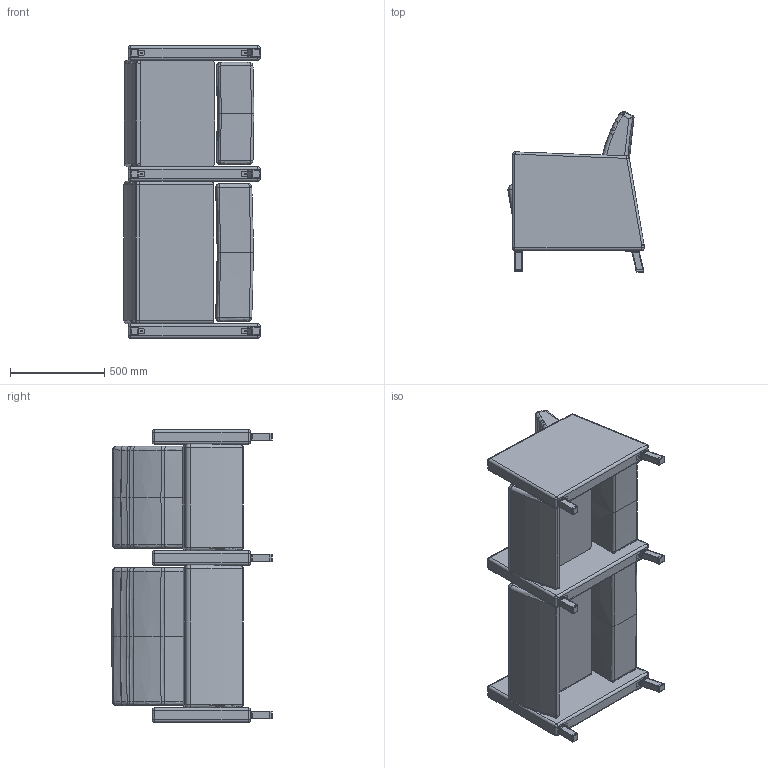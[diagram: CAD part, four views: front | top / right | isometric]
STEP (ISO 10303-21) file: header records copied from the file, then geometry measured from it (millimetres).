
FILE_DESCRIPTION(/* description */ (''),/* implementation_level */ '2;1');
FILE_NAME(/* name */ 'KMU20IBLF.stp',/* time_stamp */ '2021-02-09T14:44:16-05:00',/* author */ ('jbosley'),/* organization */ (''),/* preprocessor_version */ 'ST-DEVELOPER v18',/* originating_system */ 'Autodesk Inventor 2020',/* authorisation */ '');
FILE_SCHEMA (('AUTOMOTIVE_DESIGN { 1 0 10303 214 3 1 1 }'));
Length unit declared in the file: inch
Products named in the file (17): KMU20IBLF; KOU10 SEAT; KOU10 NEW BACK; KMU10BF; KOU10B NEW BACK; KOU10 SEAT_1; KMU10 ARM; LEG 4-1; LEG 4-1_1; LEG 4-1_2; LEG 4-1 TOP PLATE; LEG MBO11; LEG MBO11_1; LEG MBO11_2; LEG MBO11 TOP PLATE; LEG CAP KOL-1 (GENERIC); LEG CAP 1.5-1 (GENERIC)
Assembly tree (26 placements, depth 4):
  KMU20IBLF
    KOU10 SEAT
    KOU10 NEW BACK
    KMU10 ARM
    KMU10BF
      KOU10B NEW BACK
      KOU10 SEAT_1
      KMU10 ARM  x2
      LEG MBO11  x2
        LEG MBO11_1
        LEG MBO11_2
        LEG MBO11 TOP PLATE
      LEG 4-1  x2
        LEG 4-1_1
        LEG 4-1_2
        LEG 4-1 TOP PLATE
      LEG CAP 1.5-1 (GENERIC)  x2
      LEG CAP KOL-1 (GENERIC)  x2
    LEG 4-1
      LEG 4-1_1
      LEG 4-1_2
      LEG 4-1 TOP PLATE
    LEG MBO11
      LEG MBO11_1
      LEG MBO11_2
      LEG MBO11 TOP PLATE
    LEG CAP KOL-1 (GENERIC)
    LEG CAP 1.5-1 (GENERIC)
Bounding box: 720.93 x 848.92 x 1549.4 mm (x, y, z)
Volume: 298280943.8 mm3; surface area: 7373441.4 mm2
Topology: 49 solids, 49 shells, 812 faces, 1855 edges, 1120 vertices
Faces by surface type: plane 335, cylinder 223, bspline 188, sphere 48, torus 18
Full cylindrical faces by diameter (mm): 9.525 x12
Entity records: 18240 total; most frequent: CARTESIAN_POINT 9103, ORIENTED_EDGE 1946, DIRECTION 1417, EDGE_CURVE 973, VERTEX_POINT 580, AXIS2_PLACEMENT_3D 540, EDGE_LOOP 437, FACE_OUTER_BOUND 428
